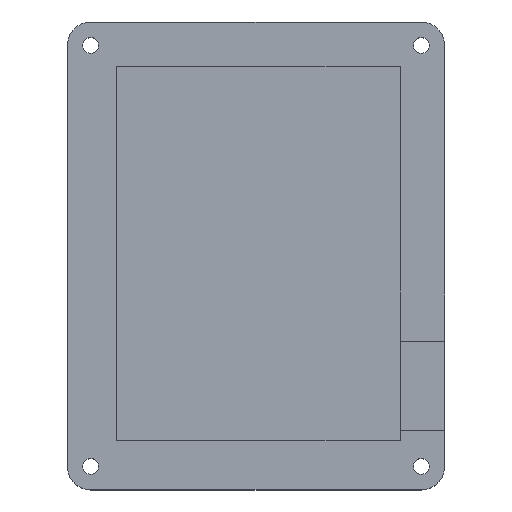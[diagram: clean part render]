
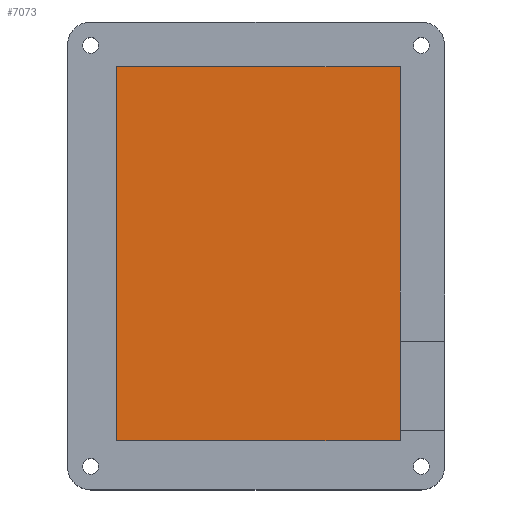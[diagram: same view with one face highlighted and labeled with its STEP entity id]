
A CAD part, top view. The second image highlights one B-rep face of the part: STEP entity #7073.
In plain terms, the highlighted planar face has unit normal (0, 0, 1).
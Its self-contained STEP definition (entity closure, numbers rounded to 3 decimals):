
#1135=FACE_OUTER_BOUND('',#1541,.T.);
#1541=EDGE_LOOP('',(#6445,#6446,#6447,#6448));
#2103=LINE('',#14172,#2671);
#2104=LINE('',#14174,#2672);
#2105=LINE('',#14176,#2673);
#2106=LINE('',#14177,#2674);
#2671=VECTOR('',#8073,10.);
#2672=VECTOR('',#8074,10.);
#2673=VECTOR('',#8075,10.);
#2674=VECTOR('',#8076,10.);
#3383=VERTEX_POINT('',#14170);
#3384=VERTEX_POINT('',#14171);
#3385=VERTEX_POINT('',#14173);
#3386=VERTEX_POINT('',#14175);
#4415=EDGE_CURVE('',#3383,#3384,#2103,.T.);
#4416=EDGE_CURVE('',#3385,#3383,#2104,.T.);
#4417=EDGE_CURVE('',#3386,#3385,#2105,.T.);
#4418=EDGE_CURVE('',#3384,#3386,#2106,.T.);
#6445=ORIENTED_EDGE('',*,*,#4415,.F.);
#6446=ORIENTED_EDGE('',*,*,#4416,.F.);
#6447=ORIENTED_EDGE('',*,*,#4417,.F.);
#6448=ORIENTED_EDGE('',*,*,#4418,.F.);
#6705=PLANE('',#7244);
#7073=ADVANCED_FACE('',(#1135),#6705,.T.);
#7244=AXIS2_PLACEMENT_3D('',#14169,#8071,#8072);
#8071=DIRECTION('center_axis',(0.,0.,1.));
#8072=DIRECTION('ref_axis',(1.,0.,0.));
#8073=DIRECTION('',(1.,0.,0.));
#8074=DIRECTION('',(0.,1.,0.));
#8075=DIRECTION('',(-1.,0.,0.));
#8076=DIRECTION('',(0.,-1.,0.));
#14169=CARTESIAN_POINT('Origin',(-10.266,29.922,3.));
#14170=CARTESIAN_POINT('',(-40.531,69.844,3.));
#14171=CARTESIAN_POINT('',(20.,69.844,3.));
#14172=CARTESIAN_POINT('',(-25.398,69.844,3.));
#14173=CARTESIAN_POINT('',(-40.531,-10.,3.));
#14174=CARTESIAN_POINT('',(-40.531,9.961,3.));
#14175=CARTESIAN_POINT('',(20.,-10.,3.));
#14176=CARTESIAN_POINT('',(4.867,-10.,3.));
#14177=CARTESIAN_POINT('',(20.,49.883,3.));
